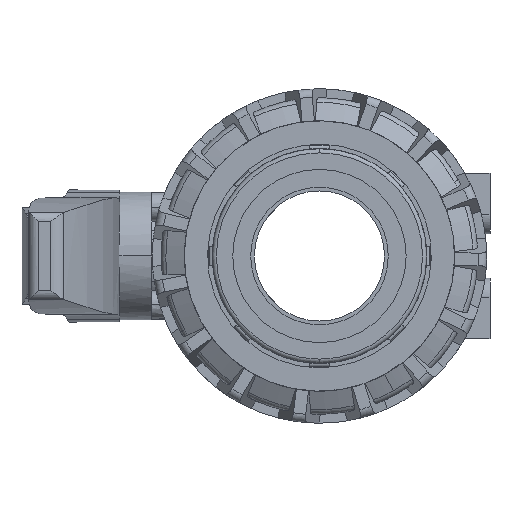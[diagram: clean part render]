
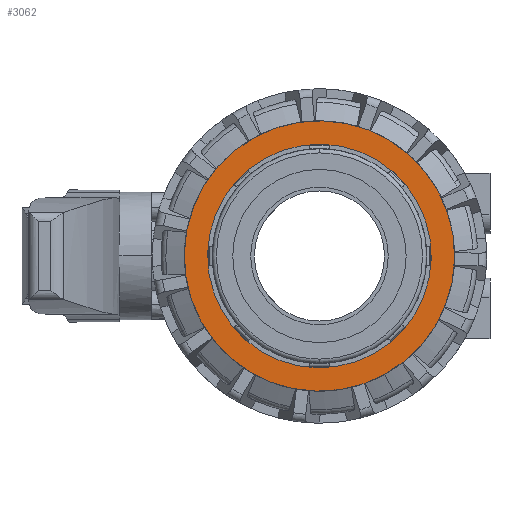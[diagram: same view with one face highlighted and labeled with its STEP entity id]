
A CAD part, left-side view. The second image highlights one B-rep face of the part: STEP entity #3062.
In plain terms, the highlighted planar face has unit normal (-1, 0, 0).
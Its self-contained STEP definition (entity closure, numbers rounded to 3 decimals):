
#3062=ADVANCED_FACE('',(#6298,#6299),#6300,.T.);
#6298=FACE_BOUND('',#9729,.T.);
#6299=FACE_OUTER_BOUND('',#9730,.T.);
#6300=PLANE('',#9731);
#9729=EDGE_LOOP('',(#19261,#19262));
#9730=EDGE_LOOP('',(#19263,#19264));
#9731=AXIS2_PLACEMENT_3D('',#19265,#19266,#19267);
#19261=ORIENTED_EDGE('',*,*,#24472,.T.);
#19262=ORIENTED_EDGE('',*,*,#23343,.T.);
#19263=ORIENTED_EDGE('',*,*,#23338,.T.);
#19264=ORIENTED_EDGE('',*,*,#24551,.T.);
#19265=CARTESIAN_POINT('',(-74.5,0.,0.));
#19266=DIRECTION('',(-1.0,0.,0.));
#19267=DIRECTION('',(0.,-0.876,0.482));
#23338=EDGE_CURVE('',#28658,#28722,#28724,.T.);
#23343=EDGE_CURVE('',#28727,#28731,#28733,.T.);
#24472=EDGE_CURVE('',#28731,#28727,#30438,.T.);
#24551=EDGE_CURVE('',#28722,#28658,#30531,.T.);
#28658=VERTEX_POINT('',#37650);
#28722=VERTEX_POINT('',#37715);
#28724=CIRCLE('',#37718,49.15);
#28727=VERTEX_POINT('',#37721);
#28731=VERTEX_POINT('',#37726);
#28733=CIRCLE('',#37729,40.65);
#30438=CIRCLE('',#40713,40.65);
#30531=CIRCLE('',#40897,49.15);
#37650=CARTESIAN_POINT('',(-74.5,-23.668,-43.076));
#37715=CARTESIAN_POINT('',(-74.5,23.668,43.076));
#37718=AXIS2_PLACEMENT_3D('',#45605,#45606,#45607);
#37721=CARTESIAN_POINT('',(-74.5,35.626,-19.575));
#37726=CARTESIAN_POINT('',(-74.5,-35.626,19.575));
#37729=AXIS2_PLACEMENT_3D('',#45613,#45614,#45615);
#40713=AXIS2_PLACEMENT_3D('',#47180,#47181,#47182);
#40897=AXIS2_PLACEMENT_3D('',#47253,#47254,#47255);
#45605=CARTESIAN_POINT('',(-74.5,0.,0.));
#45606=DIRECTION('',(-1.0,0.,0.));
#45607=DIRECTION('',(0.,-0.876,0.482));
#45613=CARTESIAN_POINT('',(-74.5,0.,0.));
#45614=DIRECTION('',(1.0,0.,0.));
#45615=DIRECTION('',(0.,0.876,-0.482));
#47180=CARTESIAN_POINT('',(-74.5,0.,0.));
#47181=DIRECTION('',(1.0,0.,0.));
#47182=DIRECTION('',(0.,0.876,-0.482));
#47253=CARTESIAN_POINT('',(-74.5,0.,0.));
#47254=DIRECTION('',(-1.0,0.,0.));
#47255=DIRECTION('',(0.,-0.876,0.482));
